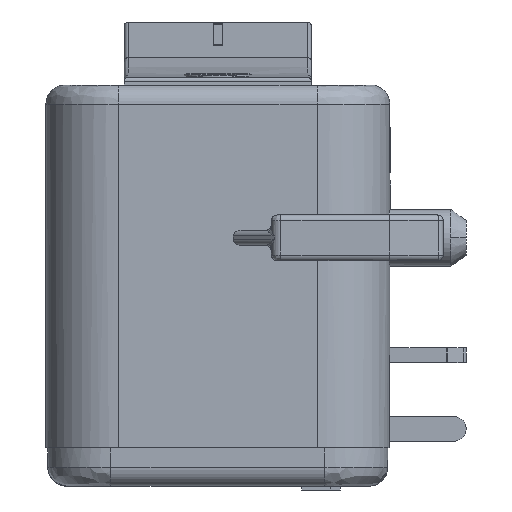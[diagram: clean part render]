
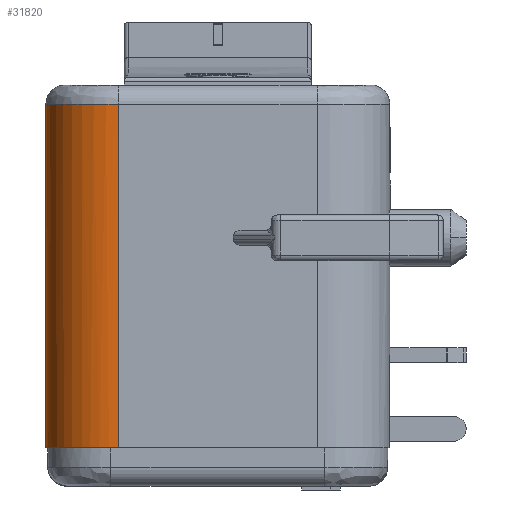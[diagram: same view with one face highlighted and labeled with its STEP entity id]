
A CAD part, left-side view. The second image highlights one B-rep face of the part: STEP entity #31820.
In plain terms, the highlighted cylindrical face has radius 3.8 mm (diameter 7.6 mm), a partial arc.
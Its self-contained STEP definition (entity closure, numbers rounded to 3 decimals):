
#405 = DIRECTION ( 'NONE',  ( 0., 0., 1. ) ) ;
#3727 = EDGE_CURVE ( 'NONE', #5877, #24126, #15144, .T. ) ;
#3732 = VERTEX_POINT ( 'NONE', #28513 ) ;
#4298 = AXIS2_PLACEMENT_3D ( 'NONE', #37039, #22103, #36849 ) ;
#4687 = EDGE_LOOP ( 'NONE', ( #7610, #34450, #8595, #10903, #12461, #36898 ) ) ;
#5877 = VERTEX_POINT ( 'NONE', #11818 ) ;
#7610 = ORIENTED_EDGE ( 'NONE', *, *, #3727, .T. ) ;
#7821 = DIRECTION ( 'NONE',  ( 0., 0., -1. ) ) ;
#8264 = LINE ( 'NONE', #34854, #14660 ) ;
#8595 = ORIENTED_EDGE ( 'NONE', *, *, #35426, .T. ) ;
#9016 = CIRCLE ( 'NONE', #13929, 3.8 ) ;
#9170 = CIRCLE ( 'NONE', #4298, 3.8 ) ;
#9502 = AXIS2_PLACEMENT_3D ( 'NONE', #28486, #7821, #36904 ) ;
#10459 = CARTESIAN_POINT ( 'NONE',  ( -22.85, 5.2, 0. ) ) ;
#10903 = ORIENTED_EDGE ( 'NONE', *, *, #37319, .T. ) ;
#11612 = CARTESIAN_POINT ( 'NONE',  ( -22.85, 9., -1. ) ) ;
#11818 = CARTESIAN_POINT ( 'NONE',  ( -24.32, 8.704, -19. ) ) ;
#12461 = ORIENTED_EDGE ( 'NONE', *, *, #36058, .T. ) ;
#13258 = CARTESIAN_POINT ( 'NONE',  ( -26.65, 5.2, -1. ) ) ;
#13740 = DIRECTION ( 'NONE',  ( 0., 0., -1. ) ) ;
#13877 = DIRECTION ( 'NONE',  ( 0., 0., 1. ) ) ;
#13929 = AXIS2_PLACEMENT_3D ( 'NONE', #24976, #13877, #30718 ) ;
#14248 = VERTEX_POINT ( 'NONE', #13258 ) ;
#14660 = VECTOR ( 'NONE', #405, 1000. ) ;
#15144 = CIRCLE ( 'NONE', #21227, 3.8 ) ;
#15273 = VERTEX_POINT ( 'NONE', #31046 ) ;
#16974 = DIRECTION ( 'NONE',  ( -1., 0., 0. ) ) ;
#17678 = VECTOR ( 'NONE', #13740, 1000. ) ;
#19320 = DIRECTION ( 'NONE',  ( 0., 0., 1. ) ) ;
#20004 = CARTESIAN_POINT ( 'NONE',  ( -26.128, 7.123, -19. ) ) ;
#21227 = AXIS2_PLACEMENT_3D ( 'NONE', #33873, #19320, #25438 ) ;
#21721 = CIRCLE ( 'NONE', #9502, 3.8 ) ;
#21776 = CARTESIAN_POINT ( 'NONE',  ( -22.85, 9., 0. ) ) ;
#22103 = DIRECTION ( 'NONE',  ( 0., 0., -1. ) ) ;
#22328 = CYLINDRICAL_SURFACE ( 'NONE', #31645, 3.8 ) ;
#22892 = FACE_OUTER_BOUND ( 'NONE', #4687, .T. ) ;
#24126 = VERTEX_POINT ( 'NONE', #20004 ) ;
#24976 = CARTESIAN_POINT ( 'NONE',  ( -22.85, 5.2, -19. ) ) ;
#25438 = DIRECTION ( 'NONE',  ( -1., 0., 0. ) ) ;
#26121 = EDGE_CURVE ( 'NONE', #15273, #24126, #21721, .T. ) ;
#28486 = CARTESIAN_POINT ( 'NONE',  ( -22.85, 5.2, -19. ) ) ;
#28513 = CARTESIAN_POINT ( 'NONE',  ( -22.85, 9., -19. ) ) ;
#30718 = DIRECTION ( 'NONE',  ( -1., 0., 0. ) ) ;
#31046 = CARTESIAN_POINT ( 'NONE',  ( -26.65, 5.2, -19. ) ) ;
#31645 = AXIS2_PLACEMENT_3D ( 'NONE', #10459, #34382, #16974 ) ;
#31820 = ADVANCED_FACE ( 'NONE', ( #22892 ), #22328, .T. ) ;
#32103 = EDGE_CURVE ( 'NONE', #3732, #5877, #9016, .T. ) ;
#33873 = CARTESIAN_POINT ( 'NONE',  ( -22.85, 5.2, -19. ) ) ;
#34209 = LINE ( 'NONE', #21776, #17678 ) ;
#34382 = DIRECTION ( 'NONE',  ( 0., 0., -1. ) ) ;
#34450 = ORIENTED_EDGE ( 'NONE', *, *, #26121, .F. ) ;
#34854 = CARTESIAN_POINT ( 'NONE',  ( -26.65, 5.2, 0. ) ) ;
#35426 = EDGE_CURVE ( 'NONE', #15273, #14248, #8264, .T. ) ;
#36058 = EDGE_CURVE ( 'NONE', #36094, #3732, #34209, .T. ) ;
#36094 = VERTEX_POINT ( 'NONE', #11612 ) ;
#36849 = DIRECTION ( 'NONE',  ( -1., 0., 0. ) ) ;
#36898 = ORIENTED_EDGE ( 'NONE', *, *, #32103, .T. ) ;
#36904 = DIRECTION ( 'NONE',  ( -1., 0., 0. ) ) ;
#37039 = CARTESIAN_POINT ( 'NONE',  ( -22.85, 5.2, -1. ) ) ;
#37319 = EDGE_CURVE ( 'NONE', #14248, #36094, #9170, .T. ) ;
